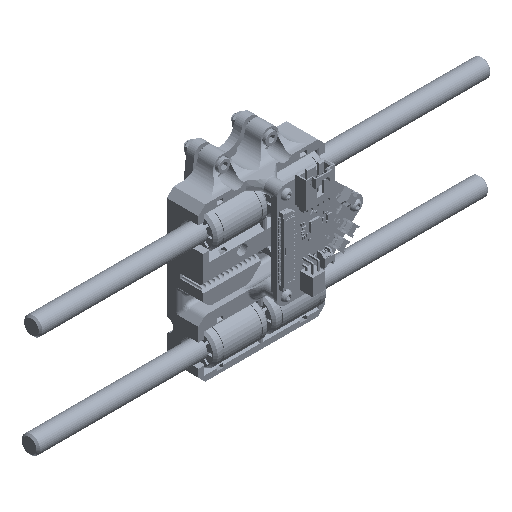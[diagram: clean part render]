
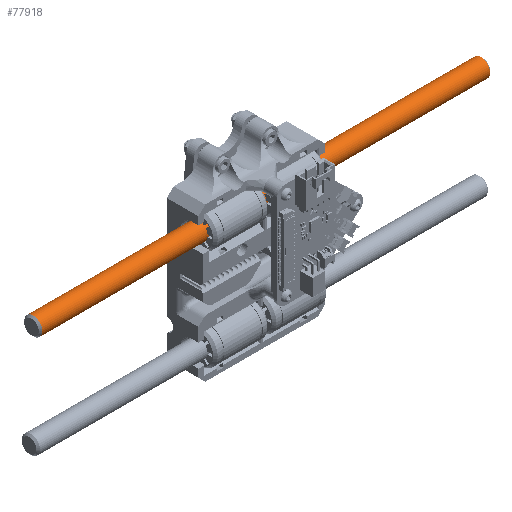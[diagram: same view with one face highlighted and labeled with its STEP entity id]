
A CAD part, isometric view. The second image highlights one B-rep face of the part: STEP entity #77918.
In plain terms, the highlighted cylindrical face has radius 4 mm (diameter 8 mm), a full revolution.
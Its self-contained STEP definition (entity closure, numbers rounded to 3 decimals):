
#3487=CYLINDRICAL_SURFACE('',#83395,4.);
#5929=CIRCLE('',#83386,4.);
#5930=CIRCLE('',#83387,4.);
#5933=CIRCLE('',#83391,4.);
#5934=CIRCLE('',#83392,4.);
#7754=FACE_OUTER_BOUND('',#12110,.T.);
#12110=EDGE_LOOP('',(#58160,#58161,#58162,#58163,#58164,#58165));
#16785=LINE('',#141322,#25442);
#25442=VECTOR('',#92612,4.);
#34934=VERTEX_POINT('',#141302);
#34935=VERTEX_POINT('',#141303);
#34938=VERTEX_POINT('',#141312);
#34939=VERTEX_POINT('',#141313);
#43285=EDGE_CURVE('',#34934,#34935,#5929,.T.);
#43286=EDGE_CURVE('',#34935,#34934,#5930,.T.);
#43290=EDGE_CURVE('',#34938,#34939,#5933,.T.);
#43291=EDGE_CURVE('',#34939,#34938,#5934,.T.);
#43295=EDGE_CURVE('',#34938,#34935,#16785,.T.);
#58160=ORIENTED_EDGE('',*,*,#43290,.T.);
#58161=ORIENTED_EDGE('',*,*,#43291,.T.);
#58162=ORIENTED_EDGE('',*,*,#43295,.T.);
#58163=ORIENTED_EDGE('',*,*,#43286,.T.);
#58164=ORIENTED_EDGE('',*,*,#43285,.T.);
#58165=ORIENTED_EDGE('',*,*,#43295,.F.);
#77918=ADVANCED_FACE('',(#7754),#3487,.T.);
#83386=AXIS2_PLACEMENT_3D('',#141304,#92590,#92591);
#83387=AXIS2_PLACEMENT_3D('',#141305,#92592,#92593);
#83391=AXIS2_PLACEMENT_3D('',#141314,#92601,#92602);
#83392=AXIS2_PLACEMENT_3D('',#141315,#92603,#92604);
#83395=AXIS2_PLACEMENT_3D('',#141321,#92610,#92611);
#92590=DIRECTION('center_axis',(0.,0.,-1.));
#92591=DIRECTION('ref_axis',(1.,0.,0.));
#92592=DIRECTION('center_axis',(0.,0.,-1.));
#92593=DIRECTION('ref_axis',(1.,0.,0.));
#92601=DIRECTION('center_axis',(0.,0.,1.));
#92602=DIRECTION('ref_axis',(1.,0.,0.));
#92603=DIRECTION('center_axis',(0.,0.,1.));
#92604=DIRECTION('ref_axis',(1.,0.,0.));
#92610=DIRECTION('center_axis',(0.,0.,-1.));
#92611=DIRECTION('ref_axis',(-1.,0.,0.));
#92612=DIRECTION('',(0.,0.,1.));
#141302=CARTESIAN_POINT('',(-4.,0.,99.2));
#141303=CARTESIAN_POINT('',(4.,0.,99.2));
#141304=CARTESIAN_POINT('Origin',(0.,0.,99.2));
#141305=CARTESIAN_POINT('Origin',(0.,0.,99.2));
#141312=CARTESIAN_POINT('',(4.,0.,-99.2));
#141313=CARTESIAN_POINT('',(-4.,0.,-99.2));
#141314=CARTESIAN_POINT('Origin',(0.,0.,-99.2));
#141315=CARTESIAN_POINT('Origin',(0.,0.,-99.2));
#141321=CARTESIAN_POINT('Origin',(0.,0.,100.));
#141322=CARTESIAN_POINT('',(4.,0.,100.));
